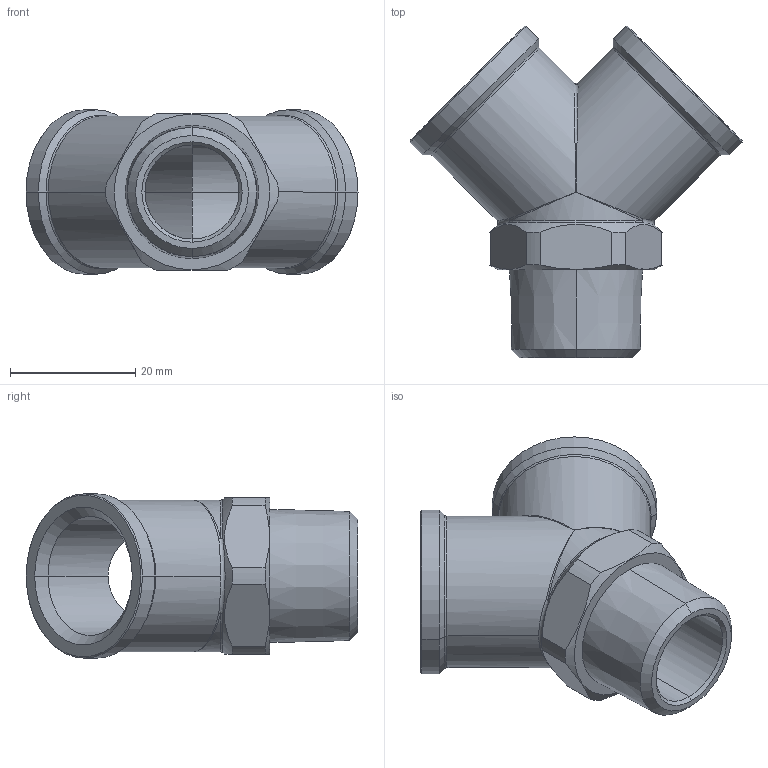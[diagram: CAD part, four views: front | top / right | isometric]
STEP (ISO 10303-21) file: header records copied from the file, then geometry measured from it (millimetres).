
FILE_DESCRIPTION (( 'STEP AP203' ), '1' );
FILE_NAME ('05310004.STEP', '2010-09-13T16:20:24', ( 'Flavio' ), ( '' ), 'SwSTEP 2.0', 'SolidWorks 2009', '' );
FILE_SCHEMA (( 'CONFIG_CONTROL_DESIGN' ));
Length unit declared in the file: millimetre
Products named in the file (1): 05310004
Bounding box: 52.94 x 52.86 x 26.2 mm (x, y, z)
Volume: 12814.5 mm3; surface area: 8981.7 mm2
Topology: 1 solids, 1 shells, 93 faces, 234 edges, 143 vertices
Faces by surface type: cone 24, cylinder 23, bspline 19, plane 12, sphere 8, torus 7
Entity records: 4069 total; most frequent: CARTESIAN_POINT 1943, ORIENTED_EDGE 468, DIRECTION 397, EDGE_CURVE 234, AXIS2_PLACEMENT_3D 174, VERTEX_POINT 143, CIRCLE 99, EDGE_LOOP 97
